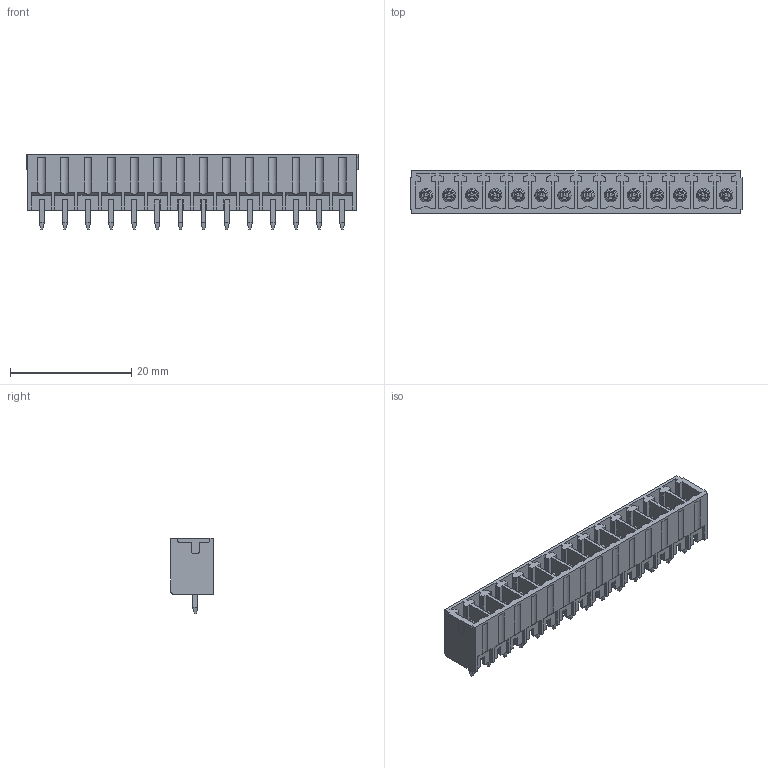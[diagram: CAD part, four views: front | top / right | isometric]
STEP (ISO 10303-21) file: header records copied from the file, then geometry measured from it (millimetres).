
FILE_DESCRIPTION(('CATIA V5 STEP Exchange','CAx-IF Rec.Pracs.--- Model Styling and Organization---1.2---2011-12-15'),'2;1');
FILE_NAME ('D1459824_0', '2018-09-29T05:05:48+00:00', ('none'), ('Weidmueller'), 'CATIA Version 5-6 Release 2014', 'CATIA V5 STEP AP214', 'none');
FILE_SCHEMA(('AUTOMOTIVE_DESIGN { 1 0 10303 214 1 1 1 1 }'));
Length unit declared in the file: millimetre
Products named in the file (1): 1942960000
Bounding box: 54.73 x 7.05 x 12.4 mm (x, y, z)
Volume: 1549.6 mm3; surface area: 5030.1 mm2
Topology: 15 solids, 15 shells, 1057 faces, 3024 edges, 2039 vertices
Faces by surface type: plane 768, cylinder 233, cone 28, torus 28
Entity records: 32052 total; most frequent: CARTESIAN_POINT 6308, ORIENTED_EDGE 6048, DIRECTION 4110, EDGE_CURVE 3024, VECTOR 2390, LINE 2390, VERTEX_POINT 2039, EDGE_LOOP 1127
